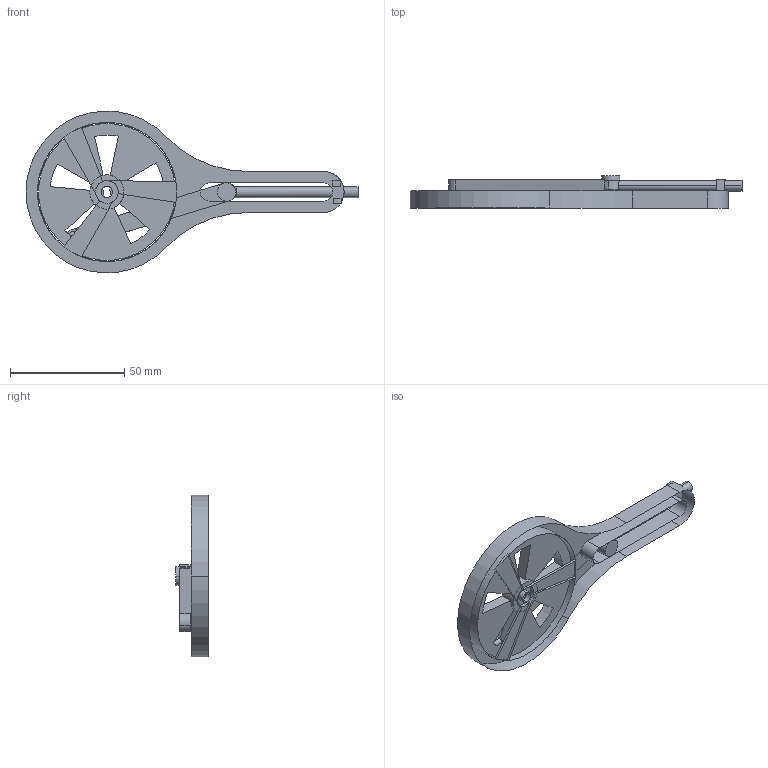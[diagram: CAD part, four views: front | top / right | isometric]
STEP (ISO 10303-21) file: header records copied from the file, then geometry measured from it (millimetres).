
FILE_DESCRIPTION (( 'STEP AP203' ), '1' );
FILE_NAME ('MotorActuatorAssembly_v1.000.002.STEP', '2024-12-01T04:48:06', ( '' ), ( '' ), 'SwSTEP 2.0', 'SolidWorks 2024', '' );
FILE_SCHEMA (( 'CONFIG_CONTROL_DESIGN' ));
Length unit declared in the file: millimetre
Products named in the file (1): MotorActuatorAssembly_v1.000.002
Bounding box: 145.6 x 14.18 x 70.94 mm (x, y, z)
Volume: 31291.7 mm3; surface area: 20854.6 mm2
Topology: 4 solids, 4 shells, 135 faces, 370 edges, 243 vertices
Faces by surface type: cylinder 67, plane 66, torus 2
Entity records: 4586 total; most frequent: CARTESIAN_POINT 913, DIRECTION 787, ORIENTED_EDGE 740, EDGE_CURVE 370, AXIS2_PLACEMENT_3D 295, VERTEX_POINT 243, LINE 197, VECTOR 197
